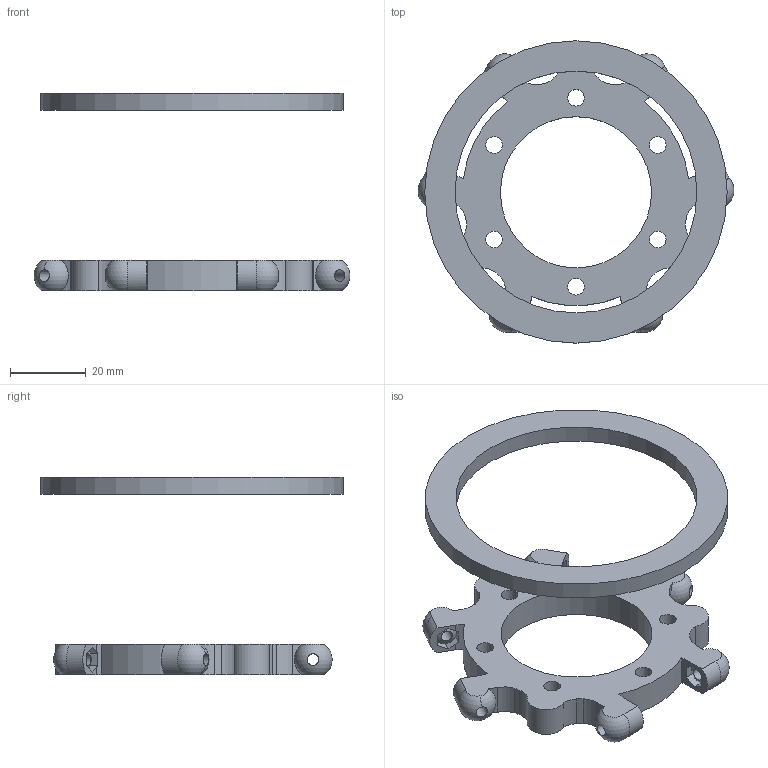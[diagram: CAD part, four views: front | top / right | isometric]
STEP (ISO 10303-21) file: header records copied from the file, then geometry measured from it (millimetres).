
FILE_DESCRIPTION(('FreeCAD Model'),'2;1');
FILE_NAME('Open CASCADE Shape Model','2026-02-24T18:15:06',(''),(''), 'Open CASCADE STEP processor 7.8','FreeCAD','Unknown');
FILE_SCHEMA(('AUTOMOTIVE_DESIGN { 1 0 10303 214 1 1 1 1 }'));
Length unit declared in the file: millimetre
Products named in the file (3): platform; difference; difference007
Assembly tree (2 placements, depth 2):
  platform
    difference
    difference007
Bounding box: 83.56 x 80 x 52.25 mm (x, y, z)
Volume: 25244.8 mm3; surface area: 15156.6 mm2
Topology: 2 solids, 2 shells, 121 faces, 369 edges, 246 vertices
Faces by surface type: plane 52, cylinder 51, sphere 18
Full cylindrical faces by diameter (mm): 3.1 x6, 4.4 x6, 40 x1, 64 x1, 80 x1
Entity records: 5985 total; most frequent: CARTESIAN_POINT 2479, DIRECTION 755, ORIENTED_EDGE 738, EDGE_CURVE 369, AXIS2_PLACEMENT_3D 298, VERTEX_POINT 246, CIRCLE 162, LINE 159
